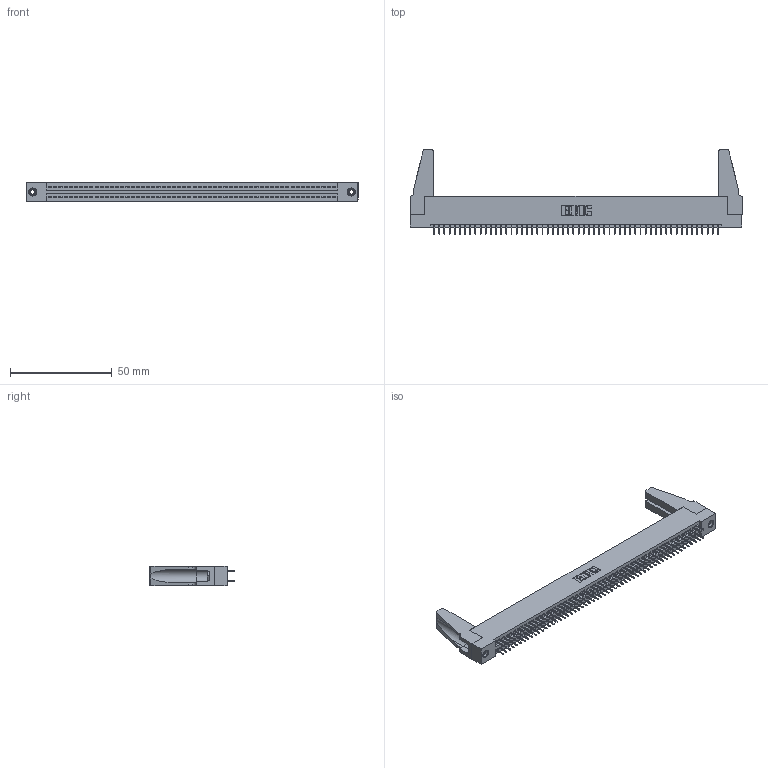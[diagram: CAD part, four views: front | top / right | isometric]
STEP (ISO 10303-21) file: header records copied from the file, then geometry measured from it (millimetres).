
FILE_DESCRIPTION (( 'STEP AP203' ), '1' );
FILE_NAME ('395-112-525-288.STEP', '2020-09-25T19:40:09', ( '' ), ( '' ), 'SwSTEP 2.0', 'SolidWorks 2020', '' );
FILE_SCHEMA (( 'CONFIG_CONTROL_DESIGN' ));
Length unit declared in the file: inch
Products named in the file (5): 395-112-525-288; 345 Part_Flush Mounting Lugs - 0.156 Dia-TH; 345-250-001_345-250-001-102; 345-220-078_345-220-088; 345-292-001_345-293-125
Assembly tree (117 placements, depth 2):
  395-112-525-288
    345 Part_Flush Mounting Lugs - 0.156 Dia-TH
    345-292-001_345-293-125  x112
    345-250-001_345-250-001-102  x2
    345-220-078_345-220-088  x2
Bounding box: 163.47 x 41.58 x 9.4 mm (x, y, z)
Volume: 19078.1 mm3; surface area: 26230.8 mm2
Topology: 117 solids, 117 shells, 6298 faces, 17791 edges, 11402 vertices
Faces by surface type: plane 4520, cylinder 1762, cone 12, torus 4
Entity records: 44276 total; most frequent: CARTESIAN_POINT 7402, ORIENTED_EDGE 7296, DIRECTION 6516, EDGE_CURVE 3648, VECTOR 3254, LINE 3254, VERTEX_POINT 2422, AXIS2_PLACEMENT_3D 1631
